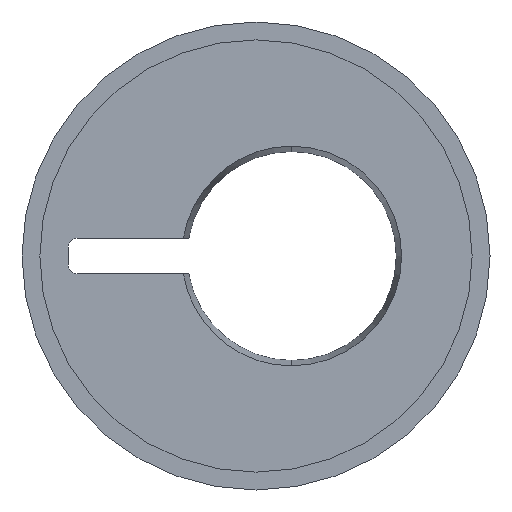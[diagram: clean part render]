
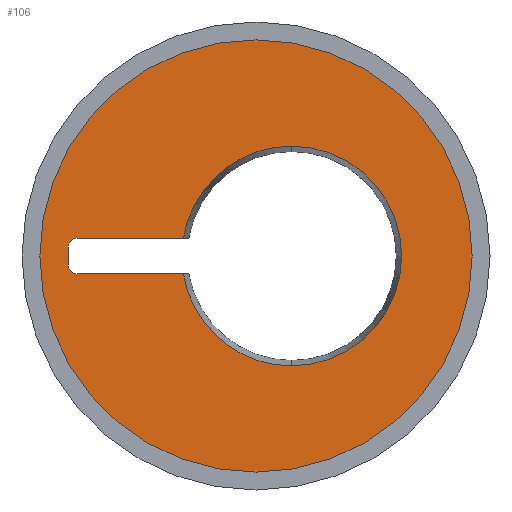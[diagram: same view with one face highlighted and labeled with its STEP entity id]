
A CAD part, front view. The second image highlights one B-rep face of the part: STEP entity #106.
In plain terms, the highlighted planar face has unit normal (0, -1, 0).
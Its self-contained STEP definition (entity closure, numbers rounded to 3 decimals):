
#5 = ORIENTED_EDGE ( 'NONE', *, *, #505, .T. ) ;
#29 = AXIS2_PLACEMENT_3D ( 'NONE', #434, #117, #62 ) ;
#30 = VERTEX_POINT ( 'NONE', #568 ) ;
#32 = CARTESIAN_POINT ( 'NONE',  ( 0., 0., 0. ) ) ;
#42 = DIRECTION ( 'NONE',  ( -1., 0., 0. ) ) ;
#56 = CARTESIAN_POINT ( 'NONE',  ( 2., 0., 0. ) ) ;
#62 = DIRECTION ( 'NONE',  ( -1., 0., 0. ) ) ;
#64 = EDGE_CURVE ( 'NONE', #30, #540, #151, .T. ) ;
#69 = VERTEX_POINT ( 'NONE', #351 ) ;
#70 = DIRECTION ( 'NONE',  ( 1., 0., 0. ) ) ;
#71 = VERTEX_POINT ( 'NONE', #562 ) ;
#72 = EDGE_LOOP ( 'NONE', ( #648, #618 ) ) ;
#75 = DIRECTION ( 'NONE',  ( 1., 0., 0. ) ) ;
#84 = CARTESIAN_POINT ( 'NONE',  ( 2., 0., 0. ) ) ;
#88 = AXIS2_PLACEMENT_3D ( 'NONE', #84, #462, #675 ) ;
#92 = DIRECTION ( 'NONE',  ( 0., 0., 1. ) ) ;
#101 = CARTESIAN_POINT ( 'NONE',  ( -10., 0., -1. ) ) ;
#105 = ORIENTED_EDGE ( 'NONE', *, *, #554, .T. ) ;
#106 = ADVANCED_FACE ( 'NONE', ( #155, #377 ), #275, .T. ) ;
#107 = CARTESIAN_POINT ( 'NONE',  ( -10., 0., 0.5 ) ) ;
#111 = CIRCLE ( 'NONE', #29, 0.5 ) ;
#117 = DIRECTION ( 'NONE',  ( 0., 1., 0. ) ) ;
#148 = DIRECTION ( 'NONE',  ( -1., 0., 0. ) ) ;
#151 = CIRCLE ( 'NONE', #198, 12.1 ) ;
#153 = ORIENTED_EDGE ( 'NONE', *, *, #482, .T. ) ;
#155 = FACE_BOUND ( 'NONE', #379, .T. ) ;
#158 = CARTESIAN_POINT ( 'NONE',  ( 2., 0., -6.15 ) ) ;
#160 = EDGE_CURVE ( 'NONE', #71, #679, #472, .T. ) ;
#161 = DIRECTION ( 'NONE',  ( 0., -1., 0. ) ) ;
#177 = ORIENTED_EDGE ( 'NONE', *, *, #593, .T. ) ;
#179 = DIRECTION ( 'NONE',  ( 1., 0., 0. ) ) ;
#180 = VERTEX_POINT ( 'NONE', #158 ) ;
#184 = DIRECTION ( 'NONE',  ( 0., 1., 0. ) ) ;
#185 = VERTEX_POINT ( 'NONE', #538 ) ;
#192 = DIRECTION ( 'NONE',  ( -1., 0., 0. ) ) ;
#195 = CARTESIAN_POINT ( 'NONE',  ( 0., 0., 0. ) ) ;
#198 = AXIS2_PLACEMENT_3D ( 'NONE', #32, #466, #148 ) ;
#212 = ORIENTED_EDGE ( 'NONE', *, *, #677, .T. ) ;
#215 = DIRECTION ( 'NONE',  ( 0., 1., 0. ) ) ;
#237 = VERTEX_POINT ( 'NONE', #390 ) ;
#249 = ORIENTED_EDGE ( 'NONE', *, *, #410, .T. ) ;
#254 = LINE ( 'NONE', #370, #474 ) ;
#266 = CARTESIAN_POINT ( 'NONE',  ( -12.1, 0., 0. ) ) ;
#267 = VECTOR ( 'NONE', #692, 1000. ) ;
#268 = VECTOR ( 'NONE', #92, 1000. ) ;
#275 = PLANE ( 'NONE',  #641 ) ;
#279 = EDGE_CURVE ( 'NONE', #540, #30, #670, .T. ) ;
#287 = AXIS2_PLACEMENT_3D ( 'NONE', #107, #184, #192 ) ;
#335 = CARTESIAN_POINT ( 'NONE',  ( -10., 0., -1. ) ) ;
#343 = DIRECTION ( 'NONE',  ( 0., 1., 0. ) ) ;
#351 = CARTESIAN_POINT ( 'NONE',  ( -4.068, 0., 1. ) ) ;
#362 = VERTEX_POINT ( 'NONE', #493 ) ;
#370 = CARTESIAN_POINT ( 'NONE',  ( -10., 0., 1. ) ) ;
#377 = FACE_OUTER_BOUND ( 'NONE', #72, .T. ) ;
#379 = EDGE_LOOP ( 'NONE', ( #506, #153, #249, #212, #402, #177, #5, #105 ) ) ;
#380 = AXIS2_PLACEMENT_3D ( 'NONE', #195, #215, #42 ) ;
#390 = CARTESIAN_POINT ( 'NONE',  ( -10.5, 0., 0.5 ) ) ;
#398 = CIRCLE ( 'NONE', #88, 6.15 ) ;
#402 = ORIENTED_EDGE ( 'NONE', *, *, #160, .T. ) ;
#410 = EDGE_CURVE ( 'NONE', #515, #180, #577, .T. ) ;
#434 = CARTESIAN_POINT ( 'NONE',  ( -10., 0., -0.5 ) ) ;
#447 = DIRECTION ( 'NONE',  ( 0., 1., 0. ) ) ;
#462 = DIRECTION ( 'NONE',  ( 0., 1., 0. ) ) ;
#466 = DIRECTION ( 'NONE',  ( 0., 1., 0. ) ) ;
#468 = CARTESIAN_POINT ( 'NONE',  ( -10.5, 0., -0.5 ) ) ;
#472 = LINE ( 'NONE', #101, #267 ) ;
#474 = VECTOR ( 'NONE', #75, 1000. ) ;
#477 = CIRCLE ( 'NONE', #673, 6.15 ) ;
#480 = EDGE_CURVE ( 'NONE', #185, #69, #254, .T. ) ;
#482 = EDGE_CURVE ( 'NONE', #69, #515, #398, .T. ) ;
#488 = DIRECTION ( 'NONE',  ( 1., 0., 0. ) ) ;
#493 = CARTESIAN_POINT ( 'NONE',  ( -10.5, 0., -0.5 ) ) ;
#505 = EDGE_CURVE ( 'NONE', #362, #237, #579, .T. ) ;
#506 = ORIENTED_EDGE ( 'NONE', *, *, #480, .T. ) ;
#515 = VERTEX_POINT ( 'NONE', #528 ) ;
#528 = CARTESIAN_POINT ( 'NONE',  ( 2., 0., 6.15 ) ) ;
#538 = CARTESIAN_POINT ( 'NONE',  ( -10., 0., 1. ) ) ;
#540 = VERTEX_POINT ( 'NONE', #266 ) ;
#554 = EDGE_CURVE ( 'NONE', #237, #185, #617, .T. ) ;
#562 = CARTESIAN_POINT ( 'NONE',  ( -4.068, 0., -1. ) ) ;
#568 = CARTESIAN_POINT ( 'NONE',  ( 12.1, 0., 0. ) ) ;
#577 = CIRCLE ( 'NONE', #687, 6.15 ) ;
#579 = LINE ( 'NONE', #468, #268 ) ;
#593 = EDGE_CURVE ( 'NONE', #679, #362, #111, .T. ) ;
#604 = CARTESIAN_POINT ( 'NONE',  ( 2., 0., 0. ) ) ;
#617 = CIRCLE ( 'NONE', #287, 0.5 ) ;
#618 = ORIENTED_EDGE ( 'NONE', *, *, #64, .F. ) ;
#641 = AXIS2_PLACEMENT_3D ( 'NONE', #642, #161, #488 ) ;
#642 = CARTESIAN_POINT ( 'NONE',  ( 0., 0., 0. ) ) ;
#648 = ORIENTED_EDGE ( 'NONE', *, *, #279, .F. ) ;
#670 = CIRCLE ( 'NONE', #380, 12.1 ) ;
#673 = AXIS2_PLACEMENT_3D ( 'NONE', #604, #343, #70 ) ;
#675 = DIRECTION ( 'NONE',  ( 1., 0., 0. ) ) ;
#677 = EDGE_CURVE ( 'NONE', #180, #71, #477, .T. ) ;
#679 = VERTEX_POINT ( 'NONE', #335 ) ;
#687 = AXIS2_PLACEMENT_3D ( 'NONE', #56, #447, #179 ) ;
#692 = DIRECTION ( 'NONE',  ( -1., 0., 0. ) ) ;
